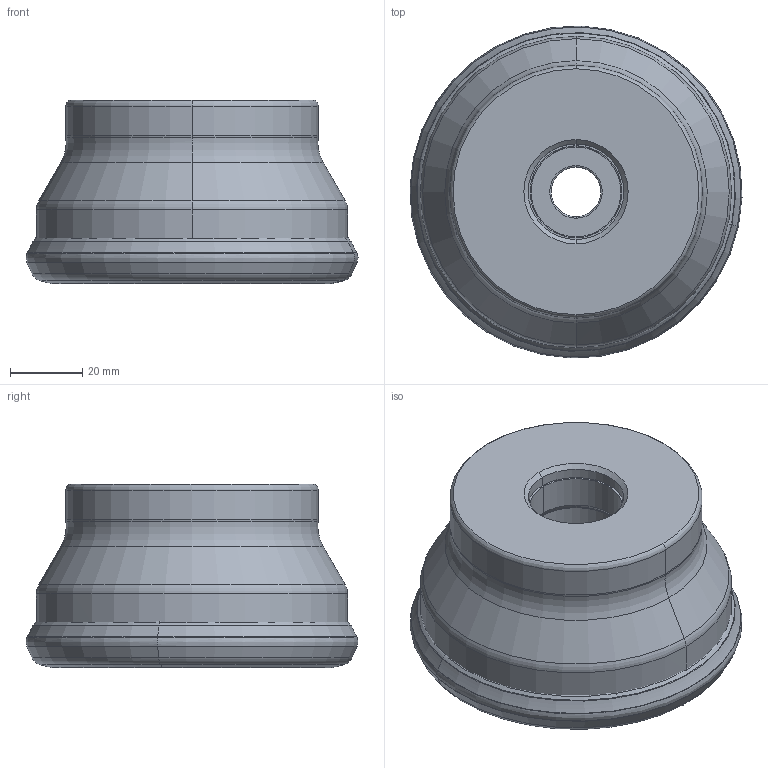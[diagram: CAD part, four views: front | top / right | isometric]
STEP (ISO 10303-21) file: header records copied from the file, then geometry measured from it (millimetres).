
FILE_DESCRIPTION(/* description */ (''),/* implementation_level */ '2;1');
FILE_NAME(/* name */ 'AHX475SUR0308CA_IR0_125.stp',/* time_stamp */ '2021-02-02T08:17:57+09:00',/* author */ (''),/* organization */ (''),/* preprocessor_version */ 'ST-DEVELOPER v16',/* originating_system */ 'SIEMENS PLM Software NX 10.0',/* authorisation */ '');
FILE_SCHEMA (('AUTOMOTIVE_DESIGN { 1 0 10303 214 3 1 1 1 }'));
Length unit declared in the file: millimetre
Products named in the file (1): AHX475SUR0308CA_IR0_125_ASM
Bounding box: 91.74 x 91.74 x 50.8 mm (x, y, z)
Volume: 250998.9 mm3; surface area: 35619.6 mm2
Topology: 2 solids, 2 shells, 120 faces, 320 edges, 235 vertices
Faces by surface type: torus 58, cone 24, cylinder 14, revolution 12, bspline 6, plane 6
Entity records: 4557 total; most frequent: CARTESIAN_POINT 1238, DIRECTION 793, ORIENTED_EDGE 588, AXIS2_PLACEMENT_3D 370, EDGE_CURVE 294, CIRCLE 257, VERTEX_POINT 180, EDGE_LOOP 126
